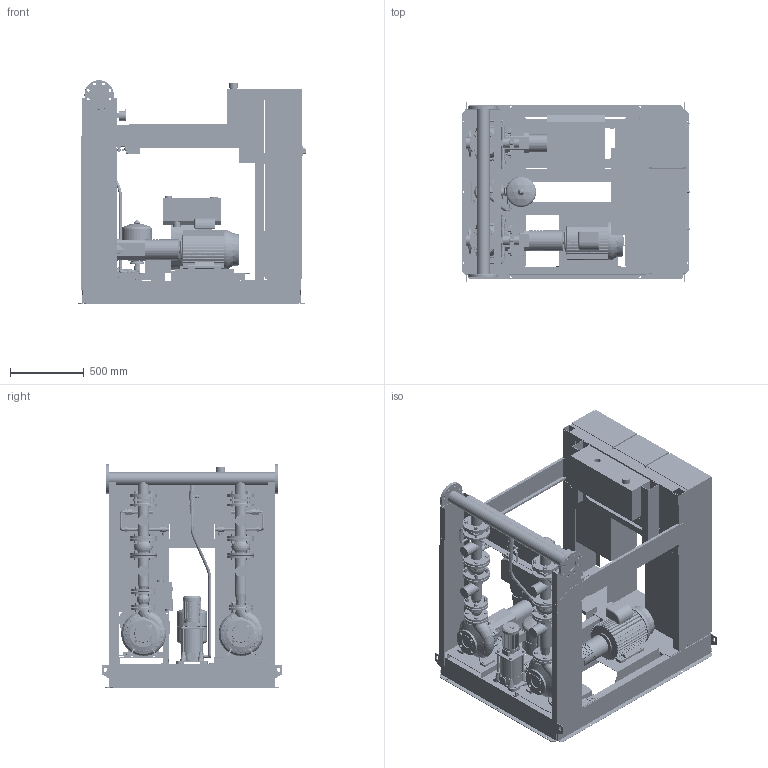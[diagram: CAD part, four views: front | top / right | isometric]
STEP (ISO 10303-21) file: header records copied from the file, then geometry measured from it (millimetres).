
FILE_DESCRIPTION((''),'2;1');
FILE_NAME('3d_Sifire-EN-50_160-150-7.5_6.8_0.55EDJ-4184013.stp','2015-05-26T08:15:24',(''),(''),'Mechanical Desktop 2009','Mechanical Desktop 2009',', , ');
FILE_SCHEMA(('CONFIG_CONTROL_DESIGN'));
Length unit declared in the file: millimetre
Products named in the file (1): Product
Bounding box: 1554.5 x 1230 x 1520 mm (x, y, z)
Volume: 471352816.1 mm3; surface area: 32487791.4 mm2
Topology: 246 solids, 246 shells, 5898 faces, 14135 edges, 8994 vertices
Faces by surface type: plane 2190, bspline 1934, cylinder 1082, cone 528, torus 134, sphere 30
Entity records: 190346 total; most frequent: CARTESIAN_POINT 61342, ORIENTED_EDGE 28222, DIRECTION 24204, EDGE_CURVE 14111, VERTEX_POINT 8993, AXIS2_PLACEMENT_3D 8145, VECTOR 7914, LINE 7914
